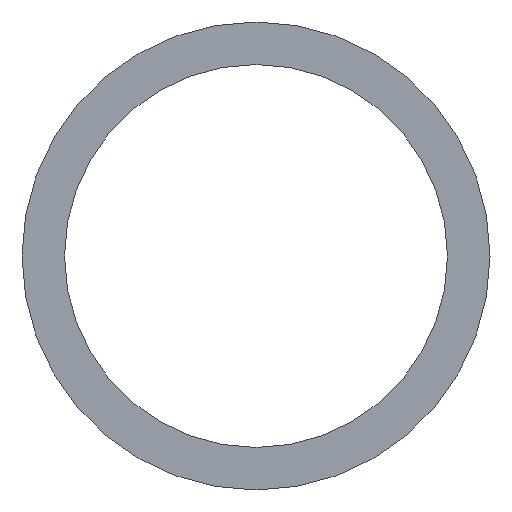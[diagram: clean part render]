
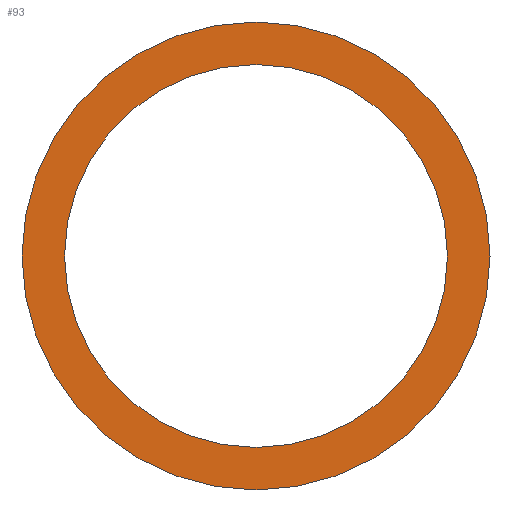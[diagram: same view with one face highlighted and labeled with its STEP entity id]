
A CAD part, left-side view. The second image highlights one B-rep face of the part: STEP entity #93.
In plain terms, the highlighted planar face has unit normal (-1, 0, 0).
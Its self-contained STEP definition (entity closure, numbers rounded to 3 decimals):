
#51 = VERTEX_POINT( '', #121 );
#59 = EDGE_CURVE( '', #95, #89, #131, .T. );
#61 = EDGE_CURVE( '', #89, #95, #133, .T. );
#73 = VERTEX_POINT( '', #146 );
#77 = EDGE_CURVE( '', #51, #73, #150, .T. );
#89 = VERTEX_POINT( '', #164 );
#93 = ADVANCED_FACE( '', ( #169, #170 ), #171, .F. );
#95 = VERTEX_POINT( '', #173 );
#101 = EDGE_CURVE( '', #73, #51, #179, .T. );
#121 = CARTESIAN_POINT( '', ( 0., 0., 225. ) );
#131 = CIRCLE( '', #202, 184.1 );
#133 = CIRCLE( '', #205, 184.1 );
#146 = CARTESIAN_POINT( '', ( 0., 0., -225. ) );
#150 = CIRCLE( '', #226, 225. );
#164 = CARTESIAN_POINT( '', ( 0., 0., 184.1 ) );
#169 = FACE_OUTER_BOUND( '', #245, .T. );
#170 = FACE_BOUND( '', #246, .T. );
#171 = PLANE( '', #247 );
#173 = CARTESIAN_POINT( '', ( 0., 0., -184.1 ) );
#179 = CIRCLE( '', #260, 225. );
#202 = AXIS2_PLACEMENT_3D( '', #280, #281, #282 );
#205 = AXIS2_PLACEMENT_3D( '', #283, #284, #285 );
#226 = AXIS2_PLACEMENT_3D( '', #298, #299, #300 );
#245 = EDGE_LOOP( '', ( #330, #331 ) );
#246 = EDGE_LOOP( '', ( #332, #333 ) );
#247 = AXIS2_PLACEMENT_3D( '', #334, #335, #336 );
#260 = AXIS2_PLACEMENT_3D( '', #339, #340, #341 );
#280 = CARTESIAN_POINT( '', ( 0., 0., 0. ) );
#281 = DIRECTION( '', ( 1., 0., 0. ) );
#282 = DIRECTION( '', ( 0., 0., -1. ) );
#283 = CARTESIAN_POINT( '', ( 0., 0., 0. ) );
#284 = DIRECTION( '', ( 1., 0., 0. ) );
#285 = DIRECTION( '', ( 0., 0., -1. ) );
#298 = CARTESIAN_POINT( '', ( 0., 0., 0. ) );
#299 = DIRECTION( '', ( 1., 0., 0. ) );
#300 = DIRECTION( '', ( 0., 0., -1. ) );
#330 = ORIENTED_EDGE( '', *, *, #101, .F. );
#331 = ORIENTED_EDGE( '', *, *, #77, .F. );
#332 = ORIENTED_EDGE( '', *, *, #59, .T. );
#333 = ORIENTED_EDGE( '', *, *, #61, .T. );
#334 = CARTESIAN_POINT( '', ( 0., 0., 0. ) );
#335 = DIRECTION( '', ( 1., 0., 0. ) );
#336 = DIRECTION( '', ( 0., 0., -1. ) );
#339 = CARTESIAN_POINT( '', ( 0., 0., 0. ) );
#340 = DIRECTION( '', ( 1., 0., 0. ) );
#341 = DIRECTION( '', ( 0., 0., -1. ) );
